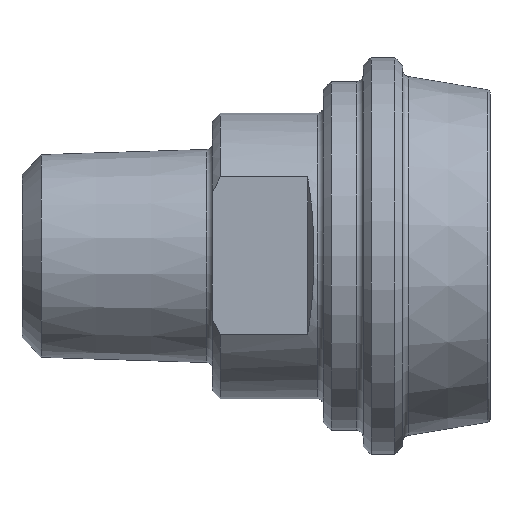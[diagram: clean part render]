
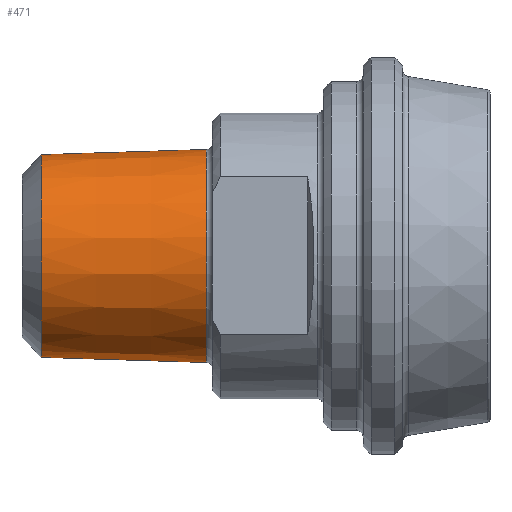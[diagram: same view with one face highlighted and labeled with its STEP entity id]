
A CAD part, top view. The second image highlights one B-rep face of the part: STEP entity #471.
In plain terms, the highlighted conical face has half-angle 1.8 degrees and reference radius 6.539 mm.
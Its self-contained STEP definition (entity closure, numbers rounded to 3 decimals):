
#33=CONICAL_SURFACE('',#551,6.539,0.031);
#63=CIRCLE('',#549,6.388);
#64=CIRCLE('',#550,6.388);
#65=CIRCLE('',#552,6.715);
#66=CIRCLE('',#553,6.715);
#106=FACE_OUTER_BOUND('',#140,.T.);
#140=EDGE_LOOP('',(#398,#399,#400,#401,#402,#403));
#167=LINE('',#863,#187);
#187=VECTOR('',#698,6.539);
#227=VERTEX_POINT('',#854);
#228=VERTEX_POINT('',#855);
#229=VERTEX_POINT('',#860);
#230=VERTEX_POINT('',#861);
#286=EDGE_CURVE('',#227,#228,#63,.T.);
#287=EDGE_CURVE('',#228,#227,#64,.T.);
#289=EDGE_CURVE('',#229,#230,#65,.T.);
#290=EDGE_CURVE('',#229,#228,#167,.T.);
#291=EDGE_CURVE('',#230,#229,#66,.T.);
#398=ORIENTED_EDGE('',*,*,#289,.F.);
#399=ORIENTED_EDGE('',*,*,#290,.T.);
#400=ORIENTED_EDGE('',*,*,#286,.F.);
#401=ORIENTED_EDGE('',*,*,#287,.F.);
#402=ORIENTED_EDGE('',*,*,#290,.F.);
#403=ORIENTED_EDGE('',*,*,#291,.F.);
#471=ADVANCED_FACE('',(#106),#33,.T.);
#549=AXIS2_PLACEMENT_3D('',#856,#689,#690);
#550=AXIS2_PLACEMENT_3D('',#857,#691,#692);
#551=AXIS2_PLACEMENT_3D('',#859,#694,#695);
#552=AXIS2_PLACEMENT_3D('',#862,#696,#697);
#553=AXIS2_PLACEMENT_3D('',#864,#699,#700);
#689=DIRECTION('center_axis',(-1.,0.,0.));
#690=DIRECTION('ref_axis',(0.,-1.,0.));
#691=DIRECTION('center_axis',(-1.,0.,0.));
#692=DIRECTION('ref_axis',(0.,-1.,0.));
#694=DIRECTION('center_axis',(1.,0.,0.));
#695=DIRECTION('ref_axis',(0.,1.,0.));
#696=DIRECTION('center_axis',(1.,0.,0.));
#697=DIRECTION('ref_axis',(0.,-1.,0.));
#698=DIRECTION('',(-1.,0.031,0.));
#699=DIRECTION('center_axis',(1.,0.,0.));
#700=DIRECTION('ref_axis',(0.,-1.,0.));
#854=CARTESIAN_POINT('',(-28.301,6.388,0.));
#855=CARTESIAN_POINT('',(-28.301,-6.388,0.));
#856=CARTESIAN_POINT('Origin',(-28.301,0.,0.));
#857=CARTESIAN_POINT('Origin',(-28.301,0.,0.));
#859=CARTESIAN_POINT('Origin',(-23.5,0.,0.));
#860=CARTESIAN_POINT('',(-17.887,-6.715,0.));
#861=CARTESIAN_POINT('',(-17.887,0.,6.715));
#862=CARTESIAN_POINT('Origin',(-17.887,0.,0.));
#863=CARTESIAN_POINT('',(-23.5,-6.539,0.));
#864=CARTESIAN_POINT('Origin',(-17.887,0.,0.));
